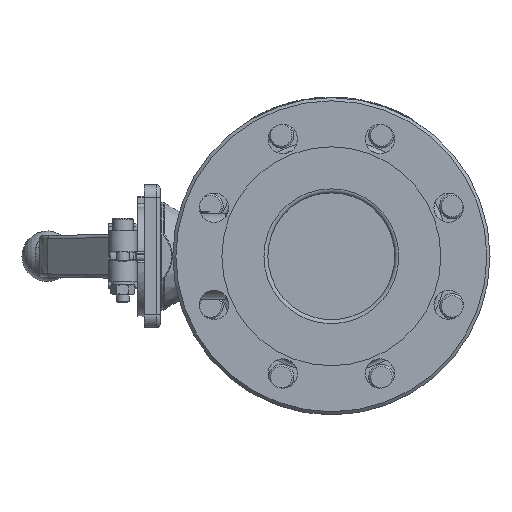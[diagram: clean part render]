
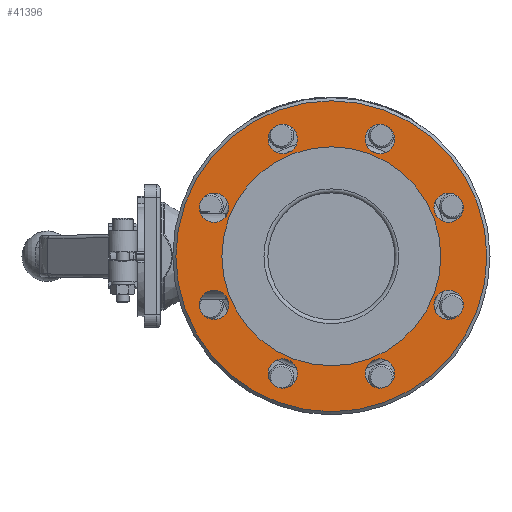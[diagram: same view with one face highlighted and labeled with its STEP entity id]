
A CAD part, left-side view. The second image highlights one B-rep face of the part: STEP entity #41396.
In plain terms, the highlighted planar face has unit normal (-1, 0, 0).
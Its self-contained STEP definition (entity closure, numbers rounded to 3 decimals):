
#220 = EDGE_LOOP ( 'NONE', ( #48501 ) ) ;
#1886 = AXIS2_PLACEMENT_3D ( 'NONE', #43545, #9318, #40303 ) ;
#2130 = CARTESIAN_POINT ( 'NONE',  ( -55.5, 64.91, 30.615 ) ) ;
#2870 = CIRCLE ( 'NONE', #30408, 9.25 ) ;
#3040 = EDGE_LOOP ( 'NONE', ( #23655 ) ) ;
#3456 = CIRCLE ( 'NONE', #34100, 9.25 ) ;
#3590 = FACE_BOUND ( 'NONE', #220, .T. ) ;
#4189 = DIRECTION ( 'NONE',  ( 1., 0., 0. ) ) ;
#5983 = DIRECTION ( 'NONE',  ( 0., 0., -1. ) ) ;
#6163 = EDGE_CURVE ( 'NONE', #20826, #20826, #25928, .T. ) ;
#6199 = CARTESIAN_POINT ( 'NONE',  ( -55.5, 21.615, -73.91 ) ) ;
#6446 = EDGE_LOOP ( 'NONE', ( #10590 ) ) ;
#6501 = CARTESIAN_POINT ( 'NONE',  ( -55.5, -82.91, 30.615 ) ) ;
#6675 = CIRCLE ( 'NONE', #9028, 9.25 ) ;
#7135 = DIRECTION ( 'NONE',  ( 1., 0., 0. ) ) ;
#7488 = VERTEX_POINT ( 'NONE', #18069 ) ;
#8575 = EDGE_LOOP ( 'NONE', ( #23484 ) ) ;
#9028 = AXIS2_PLACEMENT_3D ( 'NONE', #32926, #26279, #22793 ) ;
#9318 = DIRECTION ( 'NONE',  ( 1., 0., 0. ) ) ;
#9328 = EDGE_CURVE ( 'NONE', #43191, #43191, #33309, .T. ) ;
#9458 = CARTESIAN_POINT ( 'NONE',  ( -55.5, 60., 0. ) ) ;
#9552 = AXIS2_PLACEMENT_3D ( 'NONE', #47582, #7135, #5983 ) ;
#10478 = FACE_BOUND ( 'NONE', #26403, .T. ) ;
#10590 = ORIENTED_EDGE ( 'NONE', *, *, #22689, .T. ) ;
#10605 = DIRECTION ( 'NONE',  ( 0., 0., -1. ) ) ;
#11330 = AXIS2_PLACEMENT_3D ( 'NONE', #6199, #12873, #43625 ) ;
#12873 = DIRECTION ( 'NONE',  ( 1., 0., 0. ) ) ;
#13137 = EDGE_CURVE ( 'NONE', #47867, #47867, #31663, .T. ) ;
#14129 = CARTESIAN_POINT ( 'NONE',  ( -55.5, -82.91, 21.365 ) ) ;
#14153 = FACE_BOUND ( 'NONE', #44775, .T. ) ;
#14662 = FACE_BOUND ( 'NONE', #3040, .T. ) ;
#14785 = EDGE_CURVE ( 'NONE', #33572, #33572, #30207, .T. ) ;
#15601 = DIRECTION ( 'NONE',  ( 0., 1., 0. ) ) ;
#15817 = VERTEX_POINT ( 'NONE', #23971 ) ;
#16077 = EDGE_CURVE ( 'NONE', #22506, #22506, #35751, .T. ) ;
#16871 = CARTESIAN_POINT ( 'NONE',  ( -55.5, 64.91, -39.865 ) ) ;
#17426 = AXIS2_PLACEMENT_3D ( 'NONE', #22533, #36794, #29693 ) ;
#17864 = FACE_OUTER_BOUND ( 'NONE', #39310, .T. ) ;
#18069 = CARTESIAN_POINT ( 'NONE',  ( -55.5, -39.615, -83.16 ) ) ;
#18354 = FACE_BOUND ( 'NONE', #6446, .T. ) ;
#18600 = PLANE ( 'NONE',  #17426 ) ;
#19541 = ORIENTED_EDGE ( 'NONE', *, *, #30416, .T. ) ;
#20826 = VERTEX_POINT ( 'NONE', #16871 ) ;
#21757 = EDGE_CURVE ( 'NONE', #48109, #48109, #3456, .T. ) ;
#21817 = FACE_BOUND ( 'NONE', #8575, .T. ) ;
#22506 = VERTEX_POINT ( 'NONE', #36763 ) ;
#22533 = CARTESIAN_POINT ( 'NONE',  ( -55.5, 74.5, 0. ) ) ;
#22689 = EDGE_CURVE ( 'NONE', #7488, #7488, #6675, .T. ) ;
#22793 = DIRECTION ( 'NONE',  ( 0., 0., -1. ) ) ;
#22877 = CARTESIAN_POINT ( 'NONE',  ( -55.5, 21.615, 73.91 ) ) ;
#23323 = DIRECTION ( 'NONE',  ( 0., 0., -1. ) ) ;
#23484 = ORIENTED_EDGE ( 'NONE', *, *, #6163, .T. ) ;
#23655 = ORIENTED_EDGE ( 'NONE', *, *, #30077, .T. ) ;
#23971 = CARTESIAN_POINT ( 'NONE',  ( -55.5, 21.615, 64.66 ) ) ;
#25894 = EDGE_CURVE ( 'NONE', #38448, #38448, #48087, .T. ) ;
#25928 = CIRCLE ( 'NONE', #29011, 9.25 ) ;
#26279 = DIRECTION ( 'NONE',  ( 1., 0., 0. ) ) ;
#26403 = EDGE_LOOP ( 'NONE', ( #37618 ) ) ;
#27929 = DIRECTION ( 'NONE',  ( 0., 1., 0. ) ) ;
#28022 = EDGE_LOOP ( 'NONE', ( #46106 ) ) ;
#28987 = DIRECTION ( 'NONE',  ( 0., 0., -1. ) ) ;
#29011 = AXIS2_PLACEMENT_3D ( 'NONE', #44524, #44757, #23323 ) ;
#29192 = FACE_BOUND ( 'NONE', #37608, .T. ) ;
#29426 = CARTESIAN_POINT ( 'NONE',  ( -55.5, 64.91, 21.365 ) ) ;
#29666 = CARTESIAN_POINT ( 'NONE',  ( -55.5, 21.615, -83.16 ) ) ;
#29693 = DIRECTION ( 'NONE',  ( 0., 0., 1. ) ) ;
#29842 = ORIENTED_EDGE ( 'NONE', *, *, #16077, .F. ) ;
#30077 = EDGE_CURVE ( 'NONE', #15817, #15817, #2870, .T. ) ;
#30207 = CIRCLE ( 'NONE', #11330, 9.25 ) ;
#30408 = AXIS2_PLACEMENT_3D ( 'NONE', #22877, #4189, #10605 ) ;
#30416 = EDGE_CURVE ( 'NONE', #34517, #34517, #38028, .T. ) ;
#30608 = CARTESIAN_POINT ( 'NONE',  ( -55.5, -9., 0. ) ) ;
#30853 = CARTESIAN_POINT ( 'NONE',  ( -55.5, -39.615, 64.66 ) ) ;
#31663 = CIRCLE ( 'NONE', #37909, 9.25 ) ;
#32516 = ORIENTED_EDGE ( 'NONE', *, *, #14785, .T. ) ;
#32926 = CARTESIAN_POINT ( 'NONE',  ( -55.5, -39.615, -73.91 ) ) ;
#33309 = CIRCLE ( 'NONE', #43540, 69. ) ;
#33572 = VERTEX_POINT ( 'NONE', #29666 ) ;
#34100 = AXIS2_PLACEMENT_3D ( 'NONE', #2130, #36076, #28987 ) ;
#34287 = CARTESIAN_POINT ( 'NONE',  ( -55.5, -82.91, -39.865 ) ) ;
#34517 = VERTEX_POINT ( 'NONE', #30853 ) ;
#35029 = DIRECTION ( 'NONE',  ( 1., 0., 0. ) ) ;
#35751 = CIRCLE ( 'NONE', #38106, 98. ) ;
#35878 = CARTESIAN_POINT ( 'NONE',  ( -55.5, -9., 0. ) ) ;
#36076 = DIRECTION ( 'NONE',  ( 1., 0., 0. ) ) ;
#36755 = DIRECTION ( 'NONE',  ( 0., 0., -1. ) ) ;
#36763 = CARTESIAN_POINT ( 'NONE',  ( -55.5, 89., 0. ) ) ;
#36794 = DIRECTION ( 'NONE',  ( -1., 0., 0. ) ) ;
#37608 = EDGE_LOOP ( 'NONE', ( #19541 ) ) ;
#37618 = ORIENTED_EDGE ( 'NONE', *, *, #13137, .T. ) ;
#37909 = AXIS2_PLACEMENT_3D ( 'NONE', #6501, #40910, #36755 ) ;
#37996 = EDGE_LOOP ( 'NONE', ( #32516 ) ) ;
#38028 = CIRCLE ( 'NONE', #1886, 9.25 ) ;
#38106 = AXIS2_PLACEMENT_3D ( 'NONE', #35878, #41670, #15601 ) ;
#38448 = VERTEX_POINT ( 'NONE', #34287 ) ;
#39310 = EDGE_LOOP ( 'NONE', ( #29842 ) ) ;
#40303 = DIRECTION ( 'NONE',  ( 0., 0., -1. ) ) ;
#40910 = DIRECTION ( 'NONE',  ( 1., 0., 0. ) ) ;
#41396 = ADVANCED_FACE ( 'NONE', ( #17864, #14153, #3590, #29192, #48405, #48142, #21817, #18354, #10478, #14662 ), #18600, .T. ) ;
#41670 = DIRECTION ( 'NONE',  ( 1., 0., 0. ) ) ;
#43191 = VERTEX_POINT ( 'NONE', #9458 ) ;
#43540 = AXIS2_PLACEMENT_3D ( 'NONE', #30608, #35029, #27929 ) ;
#43545 = CARTESIAN_POINT ( 'NONE',  ( -55.5, -39.615, 73.91 ) ) ;
#43625 = DIRECTION ( 'NONE',  ( 0., 0., -1. ) ) ;
#44524 = CARTESIAN_POINT ( 'NONE',  ( -55.5, 64.91, -30.615 ) ) ;
#44757 = DIRECTION ( 'NONE',  ( 1., 0., 0. ) ) ;
#44775 = EDGE_LOOP ( 'NONE', ( #48567 ) ) ;
#46106 = ORIENTED_EDGE ( 'NONE', *, *, #25894, .T. ) ;
#47582 = CARTESIAN_POINT ( 'NONE',  ( -55.5, -82.91, -30.615 ) ) ;
#47867 = VERTEX_POINT ( 'NONE', #14129 ) ;
#48087 = CIRCLE ( 'NONE', #9552, 9.25 ) ;
#48109 = VERTEX_POINT ( 'NONE', #29426 ) ;
#48142 = FACE_BOUND ( 'NONE', #37996, .T. ) ;
#48405 = FACE_BOUND ( 'NONE', #28022, .T. ) ;
#48501 = ORIENTED_EDGE ( 'NONE', *, *, #21757, .T. ) ;
#48567 = ORIENTED_EDGE ( 'NONE', *, *, #9328, .T. ) ;
